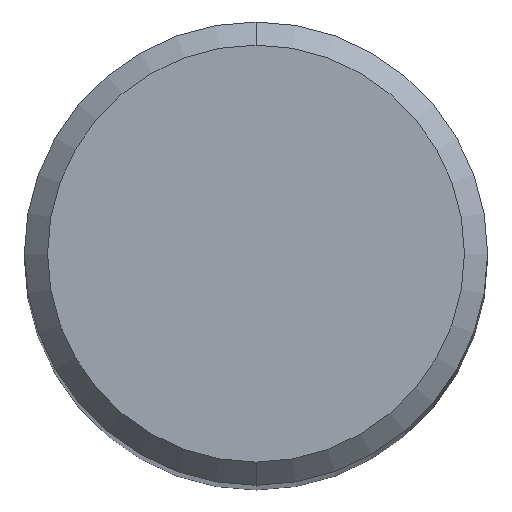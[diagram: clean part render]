
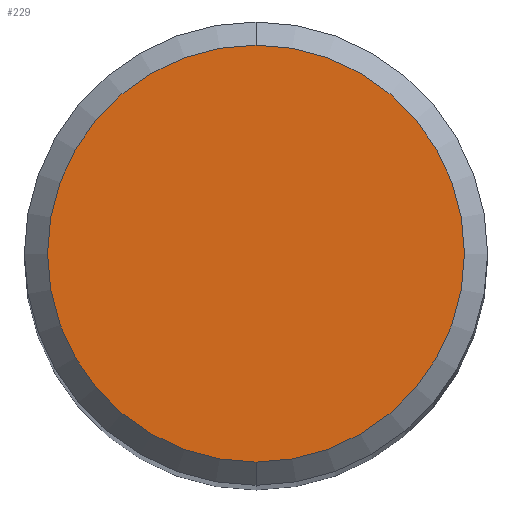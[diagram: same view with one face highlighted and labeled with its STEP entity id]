
A CAD part, top view. The second image highlights one B-rep face of the part: STEP entity #229.
In plain terms, the highlighted planar face has unit normal (0, 0, 1).
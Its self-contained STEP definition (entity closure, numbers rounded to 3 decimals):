
#211=VERTEX_POINT('',#522);
#229=ADVANCED_FACE('',(#543),#544,.T.);
#259=EDGE_CURVE('',#375,#211,#578,.T.);
#323=EDGE_CURVE('',#211,#375,#647,.T.);
#375=VERTEX_POINT('',#702);
#522=CARTESIAN_POINT('',(0.0,4.5,0.0));
#543=FACE_OUTER_BOUND('',#919,.T.);
#544=PLANE('',#920);
#578=CIRCLE('',#1004,4.5);
#647=CIRCLE('',#1207,4.5);
#702=CARTESIAN_POINT('',(0.,-4.5,0.0));
#919=EDGE_LOOP('',(#1555,#1556));
#920=AXIS2_PLACEMENT_3D('',#1557,#1558,#1559);
#1004=AXIS2_PLACEMENT_3D('',#1600,#1601,#1602);
#1207=AXIS2_PLACEMENT_3D('',#1670,#1671,#1672);
#1555=ORIENTED_EDGE('',*,*,#323,.F.);
#1556=ORIENTED_EDGE('',*,*,#259,.F.);
#1557=CARTESIAN_POINT('',(0.0,2.25,0.0));
#1558=DIRECTION('',(-0.0,0.0,1.0));
#1559=DIRECTION('',(0.0,-1.0,0.0));
#1600=CARTESIAN_POINT('',(0.0,0.0,0.0));
#1601=DIRECTION('',(0.0,0.0,-1.0));
#1602=DIRECTION('',(0.0,1.0,0.0));
#1670=CARTESIAN_POINT('',(0.0,0.0,0.0));
#1671=DIRECTION('',(0.0,0.0,-1.0));
#1672=DIRECTION('',(0.0,1.0,0.0));
